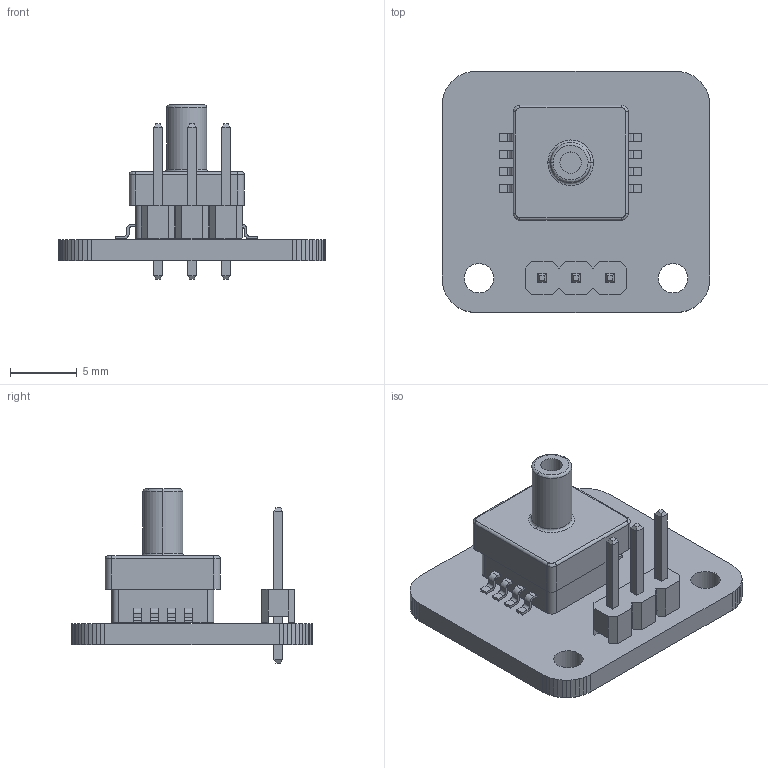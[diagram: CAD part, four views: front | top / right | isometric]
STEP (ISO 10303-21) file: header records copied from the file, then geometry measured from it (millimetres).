
FILE_DESCRIPTION(('KiCad electronic assembly'),'2;1');
FILE_NAME('MPXH6115AC6U_breakout.step','2024-12-05T18:00:11',('Pcbnew'), ('Kicad'),'Open CASCADE STEP processor 7.7','KiCad to STEP converter', 'Unknown');
FILE_SCHEMA(('AUTOMOTIVE_DESIGN { 1 0 10303 214 1 1 1 1 }'));
Length unit declared in the file: millimetre
Products named in the file (6): MPXH6115AC6U_breakout 1; PH-1x3; COMPOUND; MPXH6115AC6U; MPXH6115AC6U_breakout PCB
Assembly tree (5 placements, depth 3):
  MPXH6115AC6U_breakout 1
    PH-1x3
      COMPOUND
    MPXH6115AC6U
      COMPOUND
    MPXH6115AC6U_breakout PCB
Bounding box: 20 x 18 x 13 mm (x, y, z)
Volume: 949.3 mm3; surface area: 1452.3 mm2
Topology: 14 solids, 14 shells, 312 faces, 795 edges, 514 vertices
Faces by surface type: plane 252, cylinder 52, bspline 8
Full cylindrical faces by diameter (mm): 1 x3, 2.2 x2
Entity records: 21127 total; most frequent: CARTESIAN_POINT 4825, DIRECTION 3002, LINE 2141, VECTOR 2141, ORIENTED_EDGE 1590, PCURVE 1590, DEFINITIONAL_REPRESENTATION 1590, EDGE_CURVE 795
